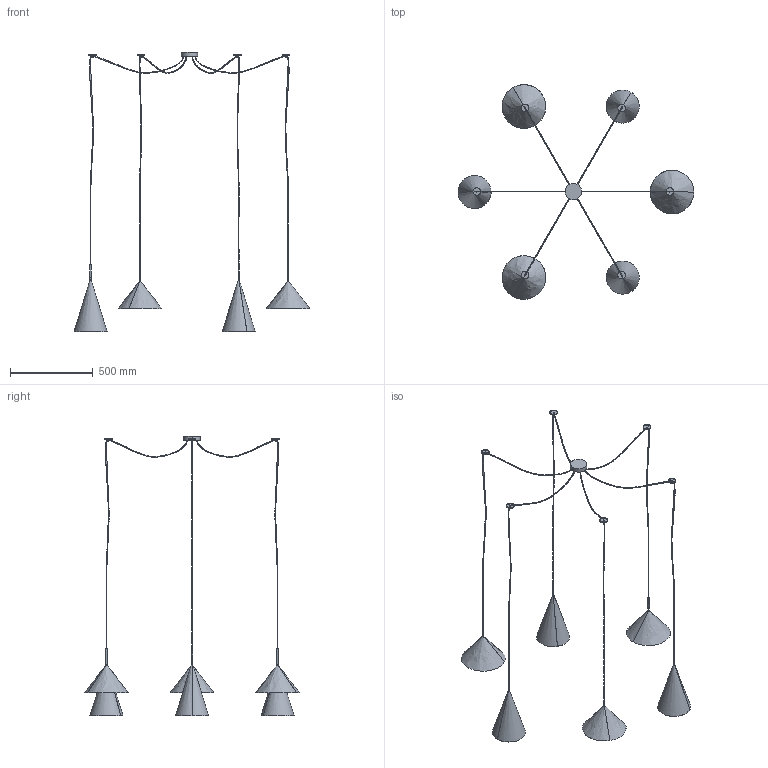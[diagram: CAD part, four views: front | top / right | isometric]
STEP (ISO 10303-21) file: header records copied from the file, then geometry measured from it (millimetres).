
FILE_DESCRIPTION(/* description */ (''),/* implementation_level */ '2;1');
FILE_NAME(/* name */ '1744.301.KIT_SAMOI',/* time_stamp */ '2024-04-09T17:09:19+02:00',/* author */ (''),/* organization */ (''),/* preprocessor_version */ 'ST-DEVELOPER v16.5',/* originating_system */ 'Rhino 7.15',/* authorisation */ '');
FILE_SCHEMA (('CONFIG_CONTROL_DESIGN'));
Length unit declared in the file: millimetre
Products named in the file (1): Document
Bounding box: 1428 x 1299.85 x 1691.3 mm (x, y, z)
Volume: 383337.7 mm3; surface area: 1367208.3 mm2
Topology: 13 solids, 37 shells, 136 faces, 306 edges, 196 vertices
Faces by surface type: bspline 72, cylinder 38, plane 26
Entity records: 11573 total; most frequent: CARTESIAN_POINT 9804, ORIENTED_EDGE 468, EDGE_CURVE 270, VERTEX_POINT 172, ADVANCED_FACE 136, FACE_OUTER_BOUND 136, EDGE_LOOP 136, B_SPLINE_CURVE_WITH_KNOTS 84
